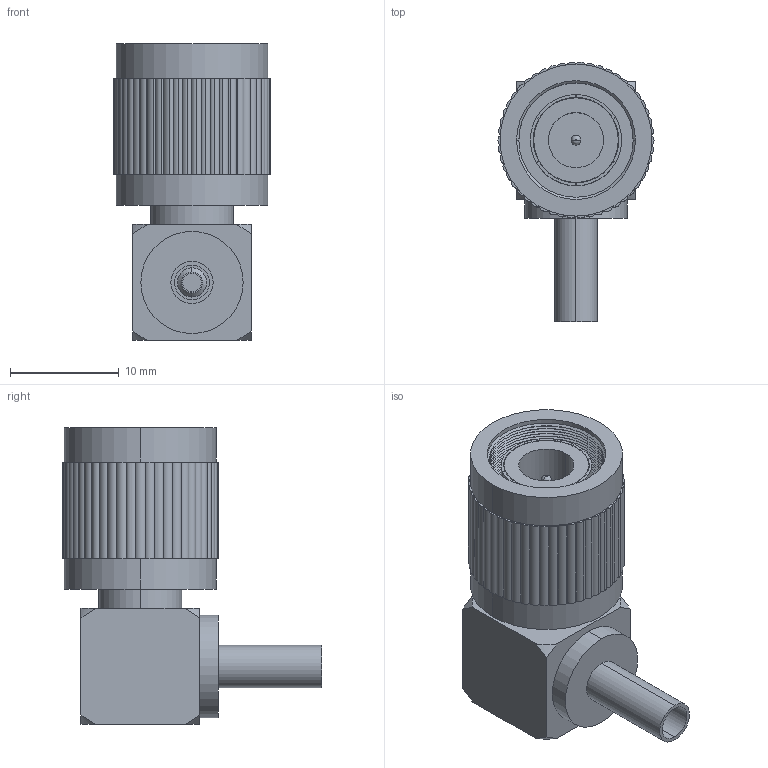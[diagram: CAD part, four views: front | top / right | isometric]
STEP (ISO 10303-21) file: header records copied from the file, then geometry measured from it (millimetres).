
FILE_DESCRIPTION (( 'STEP AP214' ), '1' );
FILE_NAME ('BAC537.STEP', '2009-03-20T13:25:16', ( ' ' ), ( ' ' ), 'SwSTEP 2.0', 'SolidWorks 2008', '' );
FILE_SCHEMA (( 'AUTOMOTIVE_DESIGN' ));
Length unit declared in the file: inch
Products named in the file (4): BAC537-MA2; BAC537-MA1; BAC537_with flange; BAC537
Assembly tree (3 placements, depth 2):
  BAC537
    BAC537-MA1
    BAC537_with flange
    BAC537-MA2
Bounding box: 14.35 x 23.82 x 27.3 mm (x, y, z)
Volume: 2792.9 mm3; surface area: 4370.1 mm2
Topology: 3 solids, 3 shells, 368 faces, 832 edges, 490 vertices
Faces by surface type: cone 198, cylinder 125, plane 43, torus 2
Entity records: 10711 total; most frequent: DIRECTION 2008, CARTESIAN_POINT 1770, ORIENTED_EDGE 1664, EDGE_CURVE 832, AXIS2_PLACEMENT_3D 822, VERTEX_POINT 490, CIRCLE 448, EDGE_LOOP 390
